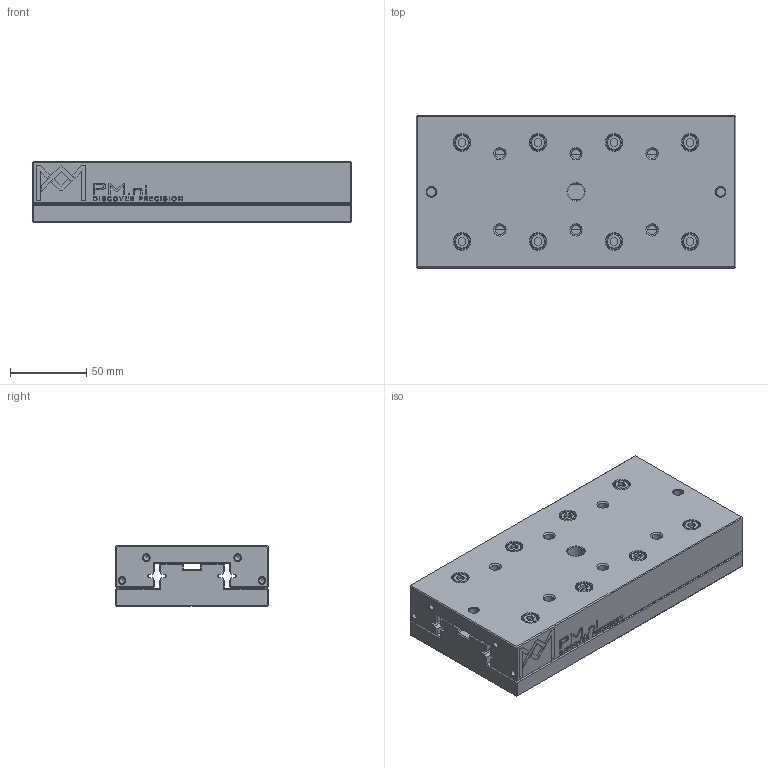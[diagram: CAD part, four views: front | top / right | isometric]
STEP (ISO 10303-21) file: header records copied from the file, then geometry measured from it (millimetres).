
FILE_DESCRIPTION(/* description */ (''),/* implementation_level */ '2;1');
FILE_NAME(/* name */ 'RTA-6200.stp',/* time_stamp */ '2024-09-11T12:14:00+02:00',/* author */ (''),/* organization */ (''),/* preprocessor_version */ 'ST-DEVELOPER v16.7',/* originating_system */ 'SIEMENS PLM Software NX 12.0',/* authorisation */ '');
FILE_SCHEMA (('AUTOMOTIVE_DESIGN { 1 0 10303 214 3 1 1 1 }'));
Length unit declared in the file: millimetre
Products named in the file (1): RTA-6200_stp
Bounding box: 210 x 100 x 40 mm (x, y, z)
Volume: 780395.9 mm3; surface area: 138355.4 mm2
Topology: 2 solids, 2 shells, 1048 faces, 2609 edges, 1687 vertices
Faces by surface type: plane 720, bspline 180, cone 79, cylinder 69
Full cylindrical faces by diameter (mm): 4 x8, 6 x12, 6.8 x6, 10 x16, 11 x21
Entity records: 34874 total; most frequent: CARTESIAN_POINT 7651, ORIENTED_EDGE 4894, DIRECTION 4040, EDGE_CURVE 2447, LINE 1872, VECTOR 1872, VERTEX_POINT 1671, EDGE_LOOP 1334
